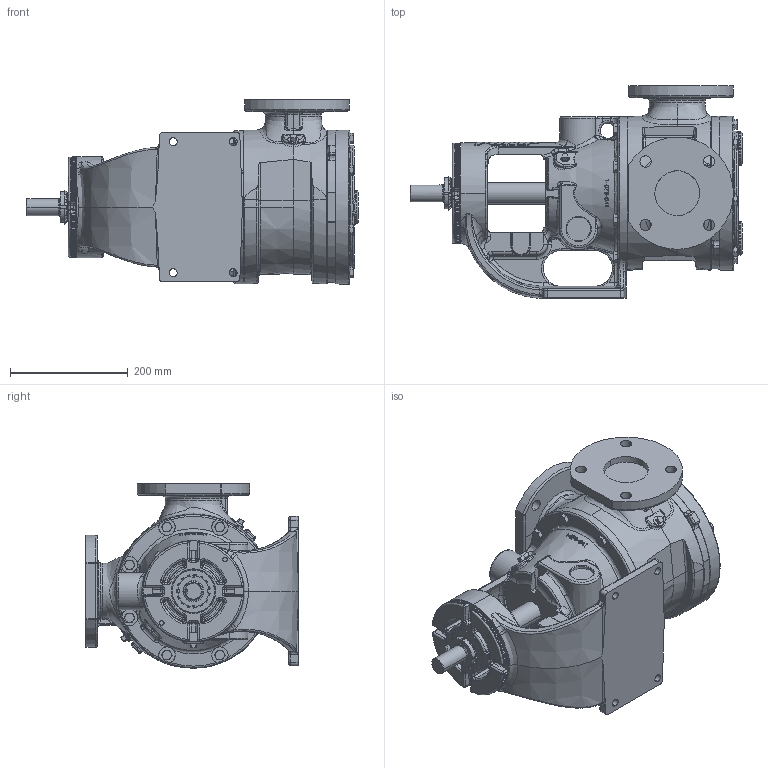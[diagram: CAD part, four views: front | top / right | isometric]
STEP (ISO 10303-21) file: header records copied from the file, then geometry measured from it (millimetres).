
FILE_DESCRIPTION (( 'STEP AP214' ), '1' );
FILE_NAME ('LL224A.STEP', '2016-10-10T19:32:29', ( '' ), ( '' ), 'SwSTEP 2.0', 'SolidWorks 2015', '' );
FILE_SCHEMA (( 'AUTOMOTIVE_DESIGN' ));
Length unit declared in the file: inch
Products named in the file (2): LL224A
Bounding box: 563.75 x 360.43 x 313.62 mm (x, y, z)
Volume: 17985460.4 mm3; surface area: 833020.6 mm2
Topology: 1 solids, 1 shells, 2627 faces, 6760 edges, 4157 vertices
Faces by surface type: plane 737, cone 625, bspline 621, cylinder 432, torus 144, sphere 68
Entity records: 184466 total; most frequent: CARTESIAN_POINT 101813, ORIENTED_EDGE 13418, DIRECTION 10783, EDGE_CURVE 6709, AXIS2_PLACEMENT_3D 4435, VERTEX_POINT 4155, EDGE_LOOP 2736, ADVANCED_FACE 2627
